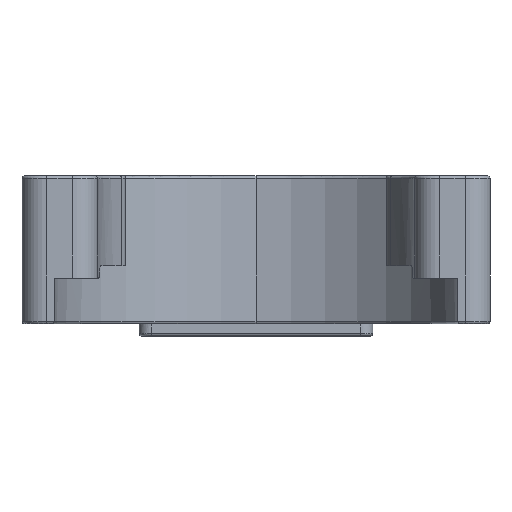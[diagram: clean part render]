
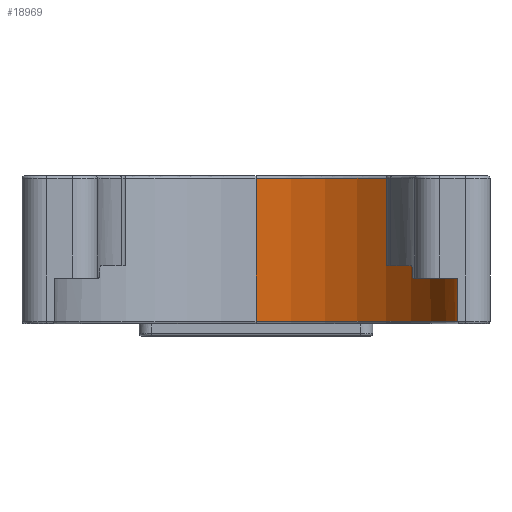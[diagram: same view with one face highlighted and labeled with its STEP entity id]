
A CAD part, left-side view. The second image highlights one B-rep face of the part: STEP entity #18969.
In plain terms, the highlighted cylindrical face has radius 16.4 mm (diameter 32.8 mm), a partial arc.
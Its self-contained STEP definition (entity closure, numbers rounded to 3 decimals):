
#606 = ORIENTED_EDGE ( 'NONE', *, *, #8513, .T. ) ;
#725 = EDGE_LOOP ( 'NONE', ( #11764, #1664, #7883, #10844, #13942, #606, #10379, #12242, #13919 ) ) ;
#940 = CARTESIAN_POINT ( 'NONE',  ( 2.354, -16.23, -8.3 ) ) ;
#1060 = DIRECTION ( 'NONE',  ( 0., 0., 1. ) ) ;
#1289 = DIRECTION ( 'NONE',  ( 0., 0., -1. ) ) ;
#1315 = CIRCLE ( 'NONE', #12449, 16.4 ) ;
#1472 = VERTEX_POINT ( 'NONE', #4880 ) ;
#1491 = CARTESIAN_POINT ( 'NONE',  ( 0., -16.4, -8.3 ) ) ;
#1664 = ORIENTED_EDGE ( 'NONE', *, *, #11326, .T. ) ;
#1856 = DIRECTION ( 'NONE',  ( -1., 0., 0. ) ) ;
#2140 = EDGE_CURVE ( 'NONE', #9322, #10883, #15207, .T. ) ;
#2263 = VERTEX_POINT ( 'NONE', #5718 ) ;
#2509 = DIRECTION ( 'NONE',  ( -1., 0., 0. ) ) ;
#3327 = AXIS2_PLACEMENT_3D ( 'NONE', #10679, #15075, #19666 ) ;
#3718 = EDGE_CURVE ( 'NONE', #4387, #17033, #6948, .T. ) ;
#3864 = VERTEX_POINT ( 'NONE', #5827 ) ;
#3904 = EDGE_CURVE ( 'NONE', #12620, #14392, #16789, .T. ) ;
#4387 = VERTEX_POINT ( 'NONE', #17030 ) ;
#4399 = CARTESIAN_POINT ( 'NONE',  ( 3.083, -16.108, -7.354 ) ) ;
#4717 = CARTESIAN_POINT ( 'NONE',  ( 2.848, -16.151, -7.8 ) ) ;
#4844 = CARTESIAN_POINT ( 'NONE',  ( 16.4, 0., -0.2 ) ) ;
#4880 = CARTESIAN_POINT ( 'NONE',  ( 3.339, -16.057, -7.3 ) ) ;
#5381 = DIRECTION ( 'NONE',  ( 0., 0., 1. ) ) ;
#5718 = CARTESIAN_POINT ( 'NONE',  ( 0., -16.4, -11.8 ) ) ;
#5827 = CARTESIAN_POINT ( 'NONE',  ( 0., -16.4, -8.3 ) ) ;
#6094 = CARTESIAN_POINT ( 'NONE',  ( 2.901, -16.142, -7.539 ) ) ;
#6252 = EDGE_CURVE ( 'NONE', #12620, #1472, #16621, .T. ) ;
#6948 = LINE ( 'NONE', #11447, #18694 ) ;
#7134 = DIRECTION ( 'NONE',  ( 1., 0., 0. ) ) ;
#7613 = CIRCLE ( 'NONE', #14947, 16.4 ) ;
#7680 = CARTESIAN_POINT ( 'NONE',  ( 2.848, -16.151, -7.667 ) ) ;
#7840 = CARTESIAN_POINT ( 'NONE',  ( 10.542, -12.563, -0.2 ) ) ;
#7883 = ORIENTED_EDGE ( 'NONE', *, *, #8797, .F. ) ;
#7940 = DIRECTION ( 'NONE',  ( 0., 0., -1. ) ) ;
#8010 = AXIS2_PLACEMENT_3D ( 'NONE', #18429, #7940, #1856 ) ;
#8293 = EDGE_CURVE ( 'NONE', #14392, #17033, #7613, .T. ) ;
#8381 = CYLINDRICAL_SURFACE ( 'NONE', #15086, 16.4 ) ;
#8513 = EDGE_CURVE ( 'NONE', #10883, #1472, #18977, .T. ) ;
#8718 = CARTESIAN_POINT ( 'NONE',  ( 2.847, -16.151, -7.933 ) ) ;
#8797 = EDGE_CURVE ( 'NONE', #3864, #2263, #10355, .T. ) ;
#8921 = DIRECTION ( 'NONE',  ( 0., 0., 1. ) ) ;
#9124 = CARTESIAN_POINT ( 'NONE',  ( 10.542, -12.563, -12. ) ) ;
#9322 = VERTEX_POINT ( 'NONE', #15413 ) ;
#10109 = CARTESIAN_POINT ( 'NONE',  ( 2.795, -16.16, -8.061 ) ) ;
#10355 = LINE ( 'NONE', #1491, #18449 ) ;
#10379 = ORIENTED_EDGE ( 'NONE', *, *, #6252, .F. ) ;
#10679 = CARTESIAN_POINT ( 'NONE',  ( 0., 0., -11.8 ) ) ;
#10844 = ORIENTED_EDGE ( 'NONE', *, *, #16204, .F. ) ;
#10883 = VERTEX_POINT ( 'NONE', #4717 ) ;
#11326 = EDGE_CURVE ( 'NONE', #4387, #2263, #11605, .T. ) ;
#11447 = CARTESIAN_POINT ( 'NONE',  ( 16.4, 0., -12. ) ) ;
#11480 = DIRECTION ( 'NONE',  ( 1., 0., 0. ) ) ;
#11605 = CIRCLE ( 'NONE', #3327, 16.4 ) ;
#11764 = ORIENTED_EDGE ( 'NONE', *, *, #3718, .F. ) ;
#11977 = CARTESIAN_POINT ( 'NONE',  ( 3.21, -16.083, -7.3 ) ) ;
#12201 = CARTESIAN_POINT ( 'NONE',  ( 0., 0., -0.2 ) ) ;
#12242 = ORIENTED_EDGE ( 'NONE', *, *, #3904, .T. ) ;
#12333 = VECTOR ( 'NONE', #8921, 1000. ) ;
#12449 = AXIS2_PLACEMENT_3D ( 'NONE', #13083, #16175, #2509 ) ;
#12620 = VERTEX_POINT ( 'NONE', #14033 ) ;
#13083 = CARTESIAN_POINT ( 'NONE',  ( 0., 0., -8.3 ) ) ;
#13397 = CARTESIAN_POINT ( 'NONE',  ( 2.484, -16.211, -8.3 ) ) ;
#13665 = CARTESIAN_POINT ( 'NONE',  ( 3.339, -16.057, -7.3 ) ) ;
#13919 = ORIENTED_EDGE ( 'NONE', *, *, #8293, .T. ) ;
#13942 = ORIENTED_EDGE ( 'NONE', *, *, #2140, .T. ) ;
#14033 = CARTESIAN_POINT ( 'NONE',  ( 10.542, -12.563, -7.3 ) ) ;
#14392 = VERTEX_POINT ( 'NONE', #7840 ) ;
#14704 = CARTESIAN_POINT ( 'NONE',  ( 2.612, -16.191, -8.246 ) ) ;
#14947 = AXIS2_PLACEMENT_3D ( 'NONE', #12201, #1060, #7134 ) ;
#15075 = DIRECTION ( 'NONE',  ( 0., 0., -1. ) ) ;
#15086 = AXIS2_PLACEMENT_3D ( 'NONE', #19048, #5381, #11480 ) ;
#15207 = B_SPLINE_CURVE_WITH_KNOTS ( 'NONE', 3,
 ( #940, #13397, #14704, #10109, #8718, #19488 ),
 .UNSPECIFIED., .F., .F.,
 ( 4, 2, 4 ),
 ( 0., 0.5, 1. ),
 .UNSPECIFIED. ) ;
#15413 = CARTESIAN_POINT ( 'NONE',  ( 2.354, -16.23, -8.3 ) ) ;
#15961 = FACE_OUTER_BOUND ( 'NONE', #725, .T. ) ;
#16175 = DIRECTION ( 'NONE',  ( 0., 0., -1. ) ) ;
#16204 = EDGE_CURVE ( 'NONE', #9322, #3864, #1315, .T. ) ;
#16621 = CIRCLE ( 'NONE', #8010, 16.4 ) ;
#16789 = LINE ( 'NONE', #9124, #12333 ) ;
#17030 = CARTESIAN_POINT ( 'NONE',  ( 16.4, 0., -11.8 ) ) ;
#17033 = VERTEX_POINT ( 'NONE', #4844 ) ;
#17524 = DIRECTION ( 'NONE',  ( 0., 0., 1. ) ) ;
#18060 = CARTESIAN_POINT ( 'NONE',  ( 2.848, -16.151, -7.8 ) ) ;
#18429 = CARTESIAN_POINT ( 'NONE',  ( 0., 0., -7.3 ) ) ;
#18449 = VECTOR ( 'NONE', #1289, 1000. ) ;
#18694 = VECTOR ( 'NONE', #17524, 1000. ) ;
#18969 = ADVANCED_FACE ( 'NONE', ( #15961 ), #8381, .F. ) ;
#18977 = B_SPLINE_CURVE_WITH_KNOTS ( 'NONE', 3,
 ( #18060, #7680, #6094, #4399, #11977, #13665 ),
 .UNSPECIFIED., .F., .F.,
 ( 4, 2, 4 ),
 ( 0., 0.5, 1. ),
 .UNSPECIFIED. ) ;
#19048 = CARTESIAN_POINT ( 'NONE',  ( 0., 0., -12. ) ) ;
#19488 = CARTESIAN_POINT ( 'NONE',  ( 2.848, -16.151, -7.8 ) ) ;
#19666 = DIRECTION ( 'NONE',  ( 1., 0., 0. ) ) ;
